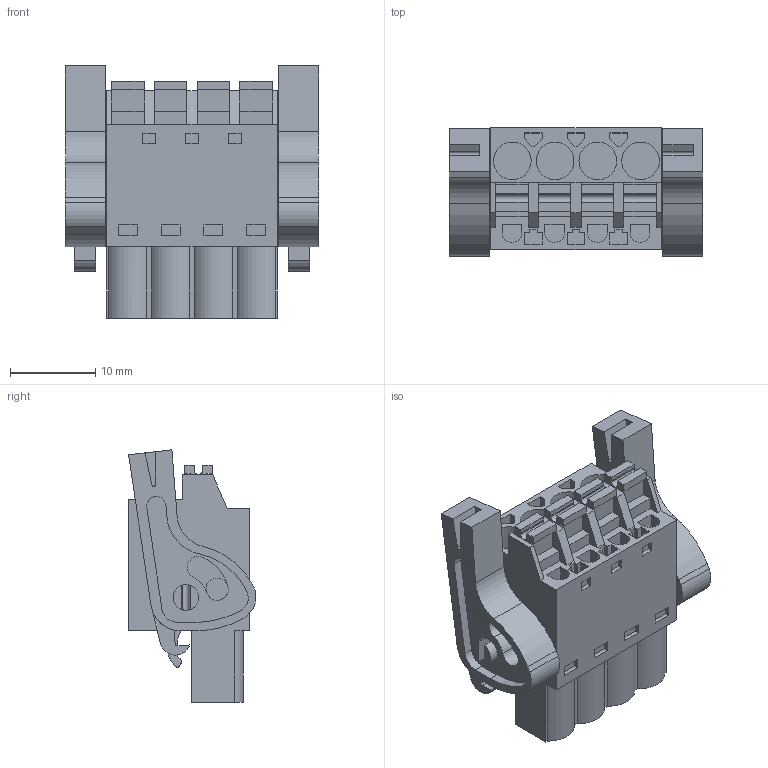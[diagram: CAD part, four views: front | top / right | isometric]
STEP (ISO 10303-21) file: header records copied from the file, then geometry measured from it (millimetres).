
FILE_DESCRIPTION(('CATIA V5 STEP Exchange','CAx-IF Rec.Pracs.--- Model Styling and Organization---1.2---2011-12-15'),'2;1');
FILE_NAME ('D1446675_0_1016360000_1016360000.stp','2017-04-27T13:21:29+00:00',('none'),('Weidmueller'),'CATIA Version 5-6 Release 2014','CATIA V5 STEP AP214','none');
FILE_SCHEMA(('AUTOMOTIVE_DESIGN { 1 0 10303 214 1 1 1 1 }'));
Length unit declared in the file: millimetre
Products named in the file (1): 1016360000
Bounding box: 29.7 x 14.96 x 29.52 mm (x, y, z)
Volume: 6144.4 mm3; surface area: 4759.5 mm2
Topology: 7 solids, 7 shells, 469 faces, 1319 edges, 905 vertices
Faces by surface type: plane 367, cylinder 98, extrusion 4
Entity records: 14652 total; most frequent: CARTESIAN_POINT 2879, ORIENTED_EDGE 2638, DIRECTION 2007, EDGE_CURVE 1319, VECTOR 1096, LINE 1092, VERTEX_POINT 905, AXIS2_PLACEMENT_3D 549
